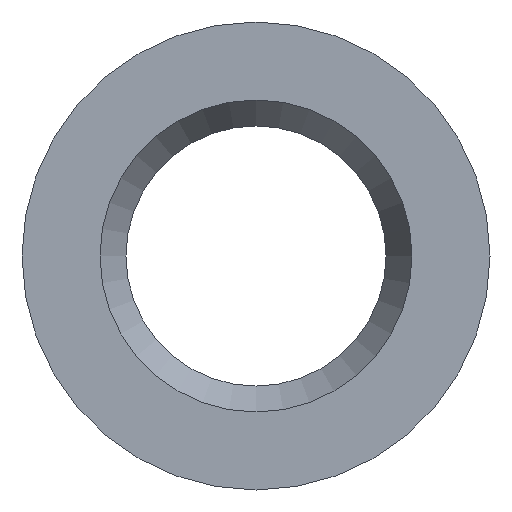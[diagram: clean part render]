
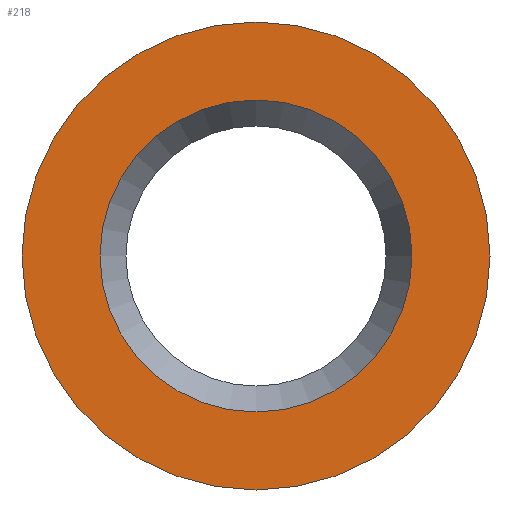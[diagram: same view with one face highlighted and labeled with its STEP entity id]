
A CAD part, left-side view. The second image highlights one B-rep face of the part: STEP entity #218.
In plain terms, the highlighted planar face has unit normal (-1, 0, 0).
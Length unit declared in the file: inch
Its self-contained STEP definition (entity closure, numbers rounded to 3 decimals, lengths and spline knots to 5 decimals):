
#10 = CARTESIAN_POINT ( 'NONE',  ( -3.14961, 0., 0. ) ) ;
#17 = PLANE ( 'NONE',  #59 ) ;
#22 = CIRCLE ( 'NONE', #156, 2.6063 ) ;
#32 = EDGE_CURVE ( 'NONE', #86, #86, #22, .T. ) ;
#51 = CARTESIAN_POINT ( 'NONE',  ( -3.14961, 0., 0. ) ) ;
#59 = AXIS2_PLACEMENT_3D ( 'NONE', #172, #94, #95 ) ;
#62 = VERTEX_POINT ( 'NONE', #229 ) ;
#86 = VERTEX_POINT ( 'NONE', #187 ) ;
#89 = ORIENTED_EDGE ( 'NONE', *, *, #118, .T. ) ;
#94 = DIRECTION ( 'NONE',  ( -1., 0., 0. ) ) ;
#95 = DIRECTION ( 'NONE',  ( 0., 0., 1. ) ) ;
#105 = FACE_BOUND ( 'NONE', #181, .T. ) ;
#118 = EDGE_CURVE ( 'NONE', #62, #62, #230, .T. ) ;
#122 = DIRECTION ( 'NONE',  ( -1., 0., 0. ) ) ;
#135 = FACE_OUTER_BOUND ( 'NONE', #221, .T. ) ;
#156 = AXIS2_PLACEMENT_3D ( 'NONE', #10, #122, #242 ) ;
#170 = AXIS2_PLACEMENT_3D ( 'NONE', #51, #219, #199 ) ;
#172 = CARTESIAN_POINT ( 'NONE',  ( -3.14961, 2.02756, 0. ) ) ;
#181 = EDGE_LOOP ( 'NONE', ( #89 ) ) ;
#187 = CARTESIAN_POINT ( 'NONE',  ( -3.14961, 2.6063, 0. ) ) ;
#199 = DIRECTION ( 'NONE',  ( 0., -1., 0. ) ) ;
#206 = ORIENTED_EDGE ( 'NONE', *, *, #32, .T. ) ;
#218 = ADVANCED_FACE ( 'NONE', ( #105, #135 ), #17, .T. ) ;
#219 = DIRECTION ( 'NONE',  ( 1., 0., 0. ) ) ;
#221 = EDGE_LOOP ( 'NONE', ( #206 ) ) ;
#229 = CARTESIAN_POINT ( 'NONE',  ( -3.14961, -1.73749, 0. ) ) ;
#230 = CIRCLE ( 'NONE', #170, 1.73749 ) ;
#242 = DIRECTION ( 'NONE',  ( 0., 1., 0. ) ) ;
